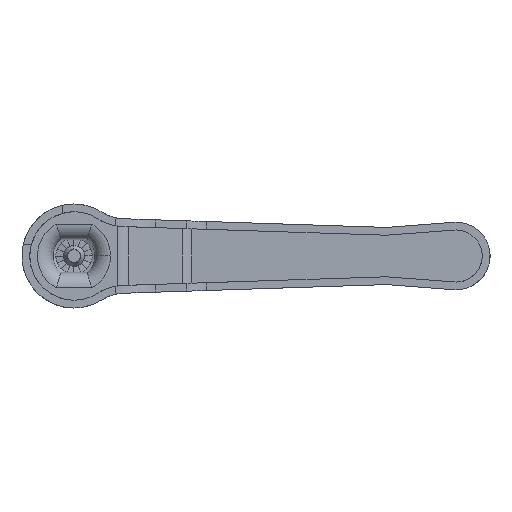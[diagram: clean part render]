
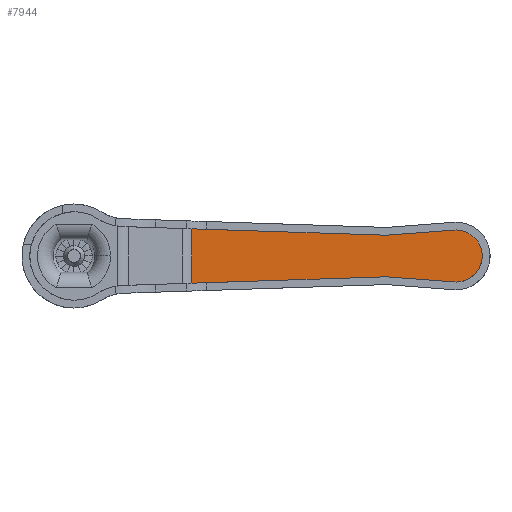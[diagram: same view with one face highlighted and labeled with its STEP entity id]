
A CAD part, front view. The second image highlights one B-rep face of the part: STEP entity #7944.
In plain terms, the highlighted planar face has unit normal (0, -1, 0).
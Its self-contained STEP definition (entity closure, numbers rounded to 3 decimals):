
#40 = CARTESIAN_POINT ( 'NONE',  ( 60.032, 17., -3.998 ) ) ;
#350 = CARTESIAN_POINT ( 'NONE',  ( 78.34, 17., -1.298 ) ) ;
#396 = CARTESIAN_POINT ( 'NONE',  ( 77.475, 17., 3.051 ) ) ;
#508 = CARTESIAN_POINT ( 'NONE',  ( 77.475, 17., -3.051 ) ) ;
#517 = CARTESIAN_POINT ( 'NONE',  ( 73.124, 17., -4.986 ) ) ;
#559 = CARTESIAN_POINT ( 'NONE',  ( 77.84, 17., -2.505 ) ) ;
#642 = CARTESIAN_POINT ( 'NONE',  ( 60.032, 17., 3.998 ) ) ;
#661 = ORIENTED_EDGE ( 'NONE', *, *, #14421, .T. ) ;
#685 = DIRECTION ( 'NONE',  ( 1., 0., 0. ) ) ;
#719 = FACE_OUTER_BOUND ( 'NONE', #6767, .T. ) ;
#1654 = CARTESIAN_POINT ( 'NONE',  ( 60.032, 17., -3.998 ) ) ;
#1682 = VERTEX_POINT ( 'NONE', #3744 ) ;
#1692 = CARTESIAN_POINT ( 'NONE',  ( 78.5, 17., -0.329 ) ) ;
#1806 = B_SPLINE_CURVE_WITH_KNOTS ( 'NONE', 3,
 ( #4211, #8960, #1856, #13880 ),
 .UNSPECIFIED., .F., .F.,
 ( 4, 4 ),
 ( 0., 1. ),
 .UNSPECIFIED. ) ;
#1856 = CARTESIAN_POINT ( 'NONE',  ( 22.657, 17., 1.743 ) ) ;
#1985 = ORIENTED_EDGE ( 'NONE', *, *, #5662, .F. ) ;
#2080 = CARTESIAN_POINT ( 'NONE',  ( 47.574, 17., -4.408 ) ) ;
#2282 = VERTEX_POINT ( 'NONE', #40 ) ;
#2286 = ORIENTED_EDGE ( 'NONE', *, *, #9981, .F. ) ;
#2303 = EDGE_CURVE ( 'NONE', #11162, #2282, #3874, .T. ) ;
#2385 = CARTESIAN_POINT ( 'NONE',  ( 73.375, 17., -5. ) ) ;
#2405 = CARTESIAN_POINT ( 'NONE',  ( 73.5, 17., 5. ) ) ;
#2740 = CARTESIAN_POINT ( 'NONE',  ( 78.34, 17., 1.298 ) ) ;
#3161 = CARTESIAN_POINT ( 'NONE',  ( 75.717, 17., 4.494 ) ) ;
#3225 = EDGE_CURVE ( 'NONE', #9808, #11162, #10638, .T. ) ;
#3563 = CARTESIAN_POINT ( 'NONE',  ( 68.76, 17., 4.657 ) ) ;
#3744 = CARTESIAN_POINT ( 'NONE',  ( 73.124, 17., 4.986 ) ) ;
#3854 = EDGE_CURVE ( 'NONE', #9498, #4395, #9845, .T. ) ;
#3874 = B_SPLINE_CURVE_WITH_KNOTS ( 'NONE', 3,
 ( #517, #12089, #4062, #1654 ),
 .UNSPECIFIED., .F., .F.,
 ( 4, 4 ),
 ( 0., 1. ),
 .UNSPECIFIED. ) ;
#4056 = CARTESIAN_POINT ( 'NONE',  ( 73.5, 17., -5. ) ) ;
#4062 = CARTESIAN_POINT ( 'NONE',  ( 64.396, 17., -4.327 ) ) ;
#4202 = CARTESIAN_POINT ( 'NONE',  ( 76.803, 17., 3.768 ) ) ;
#4211 = CARTESIAN_POINT ( 'NONE',  ( 22.657, 17., -5.228 ) ) ;
#4265 = PLANE ( 'NONE',  #4480 ) ;
#4395 = VERTEX_POINT ( 'NONE', #6594 ) ;
#4480 = AXIS2_PLACEMENT_3D ( 'NONE', #15042, #12722, #685 ) ;
#4826 = CARTESIAN_POINT ( 'NONE',  ( 73.249, 17., 4.995 ) ) ;
#4903 = EDGE_CURVE ( 'NONE', #4395, #1682, #15085, .T. ) ;
#5214 = EDGE_CURVE ( 'NONE', #1682, #6769, #9052, .T. ) ;
#5467 = CARTESIAN_POINT ( 'NONE',  ( 76.551, 17., 3.975 ) ) ;
#5578 = CARTESIAN_POINT ( 'NONE',  ( 74.156, 17., 5. ) ) ;
#5662 = EDGE_CURVE ( 'NONE', #2282, #7081, #10140, .T. ) ;
#5827 = CARTESIAN_POINT ( 'NONE',  ( 35.115, 17., -4.818 ) ) ;
#5884 = CARTESIAN_POINT ( 'NONE',  ( 73.124, 17., 4.986 ) ) ;
#5933 = ORIENTED_EDGE ( 'NONE', *, *, #3854, .F. ) ;
#6337 = CARTESIAN_POINT ( 'NONE',  ( 75.717, 17., -4.494 ) ) ;
#6350 = CARTESIAN_POINT ( 'NONE',  ( 73.124, 17., -4.986 ) ) ;
#6385 = CARTESIAN_POINT ( 'NONE',  ( 78.245, 17., 1.61 ) ) ;
#6565 = CARTESIAN_POINT ( 'NONE',  ( 35.115, 17., 4.818 ) ) ;
#6594 = CARTESIAN_POINT ( 'NONE',  ( 60.032, 17., 3.998 ) ) ;
#6767 = EDGE_LOOP ( 'NONE', ( #12413, #10915, #661, #9396, #13199, #5933, #2286, #1985 ) ) ;
#6769 = VERTEX_POINT ( 'NONE', #14551 ) ;
#7081 = VERTEX_POINT ( 'NONE', #14325 ) ;
#7530 = CARTESIAN_POINT ( 'NONE',  ( 78.245, 17., -1.61 ) ) ;
#7589 = CARTESIAN_POINT ( 'NONE',  ( 77.84, 17., 2.505 ) ) ;
#7695 = CARTESIAN_POINT ( 'NONE',  ( 77.268, 17., -3.303 ) ) ;
#7803 = CARTESIAN_POINT ( 'NONE',  ( 77.268, 17., 3.303 ) ) ;
#7910 = CARTESIAN_POINT ( 'NONE',  ( 74.806, 17., 4.871 ) ) ;
#7944 = ADVANCED_FACE ( 'NONE', ( #719 ), #4265, .F. ) ;
#8091 = CARTESIAN_POINT ( 'NONE',  ( 22.657, 17., 5.228 ) ) ;
#8143 = CARTESIAN_POINT ( 'NONE',  ( 60.032, 17., -3.998 ) ) ;
#8254 = CARTESIAN_POINT ( 'NONE',  ( 64.396, 17., 4.327 ) ) ;
#8748 = CARTESIAN_POINT ( 'NONE',  ( 78.5, 17., 0.329 ) ) ;
#8801 = CARTESIAN_POINT ( 'NONE',  ( 77.994, 17., -2.217 ) ) ;
#8900 = CARTESIAN_POINT ( 'NONE',  ( 78.468, 17., -0.653 ) ) ;
#8960 = CARTESIAN_POINT ( 'NONE',  ( 22.657, 17., -1.743 ) ) ;
#9032 = CARTESIAN_POINT ( 'NONE',  ( 22.657, 17., 5.228 ) ) ;
#9052 = B_SPLINE_CURVE_WITH_KNOTS ( 'NONE', 3,
 ( #13188, #4826, #15504, #2405 ),
 .UNSPECIFIED., .F., .F.,
 ( 4, 4 ),
 ( 0., 1. ),
 .UNSPECIFIED. ) ;
#9396 = ORIENTED_EDGE ( 'NONE', *, *, #5214, .F. ) ;
#9498 = VERTEX_POINT ( 'NONE', #8091 ) ;
#9560 = CARTESIAN_POINT ( 'NONE',  ( 60.032, 17., 3.998 ) ) ;
#9602 = CARTESIAN_POINT ( 'NONE',  ( 73.5, 17., -5. ) ) ;
#9808 = VERTEX_POINT ( 'NONE', #13419 ) ;
#9845 = B_SPLINE_CURVE_WITH_KNOTS ( 'NONE', 3,
 ( #9032, #6565, #14963, #642 ),
 .UNSPECIFIED., .F., .F.,
 ( 4, 4 ),
 ( 0., 1. ),
 .UNSPECIFIED. ) ;
#9892 = CARTESIAN_POINT ( 'NONE',  ( 74.798, 17., -4.84 ) ) ;
#9937 = CARTESIAN_POINT ( 'NONE',  ( 78.468, 17., 0.653 ) ) ;
#9981 = EDGE_CURVE ( 'NONE', #7081, #9498, #1806, .T. ) ;
#9990 = CARTESIAN_POINT ( 'NONE',  ( 74.153, 17., -4.968 ) ) ;
#10140 = B_SPLINE_CURVE_WITH_KNOTS ( 'NONE', 3,
 ( #8143, #2080, #5827, #15225 ),
 .UNSPECIFIED., .F., .F.,
 ( 4, 4 ),
 ( 0., 1. ),
 .UNSPECIFIED. ) ;
#10638 = B_SPLINE_CURVE_WITH_KNOTS ( 'NONE', 3,
 ( #9602, #2385, #10799, #6350 ),
 .UNSPECIFIED., .F., .F.,
 ( 4, 4 ),
 ( 0., 1. ),
 .UNSPECIFIED. ) ;
#10799 = CARTESIAN_POINT ( 'NONE',  ( 73.249, 17., -4.995 ) ) ;
#10915 = ORIENTED_EDGE ( 'NONE', *, *, #3225, .F. ) ;
#11162 = VERTEX_POINT ( 'NONE', #12199 ) ;
#11455 = CARTESIAN_POINT ( 'NONE',  ( 73.5, 17., 5. ) ) ;
#12089 = CARTESIAN_POINT ( 'NONE',  ( 68.76, 17., -4.657 ) ) ;
#12199 = CARTESIAN_POINT ( 'NONE',  ( 73.124, 17., -4.986 ) ) ;
#12349 = CARTESIAN_POINT ( 'NONE',  ( 76.803, 17., -3.768 ) ) ;
#12413 = ORIENTED_EDGE ( 'NONE', *, *, #2303, .F. ) ;
#12452 = CARTESIAN_POINT ( 'NONE',  ( 76.005, 17., -4.34 ) ) ;
#12504 = CARTESIAN_POINT ( 'NONE',  ( 73.828, 17., -5. ) ) ;
#12659 = CARTESIAN_POINT ( 'NONE',  ( 76.005, 17., 4.34 ) ) ;
#12722 = DIRECTION ( 'NONE',  ( 0., 1., 0. ) ) ;
#13188 = CARTESIAN_POINT ( 'NONE',  ( 73.124, 17., 4.986 ) ) ;
#13199 = ORIENTED_EDGE ( 'NONE', *, *, #4903, .F. ) ;
#13419 = CARTESIAN_POINT ( 'NONE',  ( 73.5, 17., -5. ) ) ;
#13513 = CARTESIAN_POINT ( 'NONE',  ( 75.11, 17., -4.745 ) ) ;
#13880 = CARTESIAN_POINT ( 'NONE',  ( 22.657, 17., 5.228 ) ) ;
#14325 = CARTESIAN_POINT ( 'NONE',  ( 22.657, 17., -5.228 ) ) ;
#14421 = EDGE_CURVE ( 'NONE', #9808, #6769, #14423, .T. ) ;
#14423 = B_SPLINE_CURVE_WITH_KNOTS ( 'NONE', 3,
 ( #4056, #12504, #9990, #9892, #13513, #6337, #12452, #14728, #12349, #7695, #508, #559, #8801, #7530, #350, #8900, #1692, #8748, #9937, #2740, #6385, #14777, #7589, #396, #7803, #4202, #5467, #12659, #3161, #7910, #5578, #11455 ),
 .UNSPECIFIED., .F., .F.,
 ( 4, 2, 2, 2, 2, 2, 2, 2, 2, 2, 2, 2, 2, 2, 2, 4 ),
 ( 0., 0.063, 0.125, 0.188, 0.25, 0.313, 0.375, 0.438, 0.5, 0.563, 0.625, 0.688, 0.75, 0.813, 0.875, 1. ),
 .UNSPECIFIED. ) ;
#14551 = CARTESIAN_POINT ( 'NONE',  ( 73.5, 17., 5. ) ) ;
#14728 = CARTESIAN_POINT ( 'NONE',  ( 76.551, 17., -3.975 ) ) ;
#14777 = CARTESIAN_POINT ( 'NONE',  ( 77.994, 17., 2.217 ) ) ;
#14963 = CARTESIAN_POINT ( 'NONE',  ( 47.574, 17., 4.408 ) ) ;
#15042 = CARTESIAN_POINT ( 'NONE',  ( 73.5, 17., 0. ) ) ;
#15085 = B_SPLINE_CURVE_WITH_KNOTS ( 'NONE', 3,
 ( #9560, #8254, #3563, #5884 ),
 .UNSPECIFIED., .F., .F.,
 ( 4, 4 ),
 ( 0., 1. ),
 .UNSPECIFIED. ) ;
#15225 = CARTESIAN_POINT ( 'NONE',  ( 22.657, 17., -5.228 ) ) ;
#15504 = CARTESIAN_POINT ( 'NONE',  ( 73.375, 17., 5. ) ) ;
